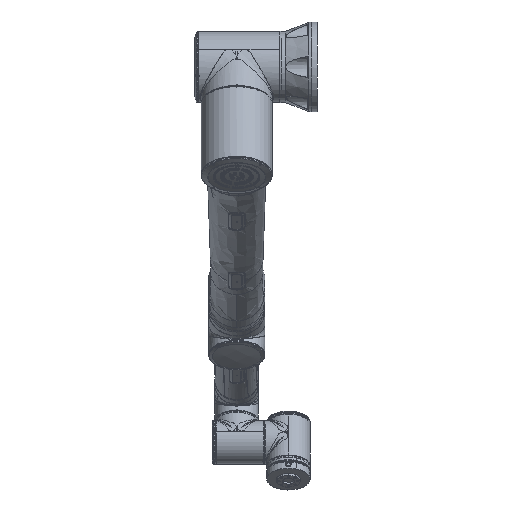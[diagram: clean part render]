
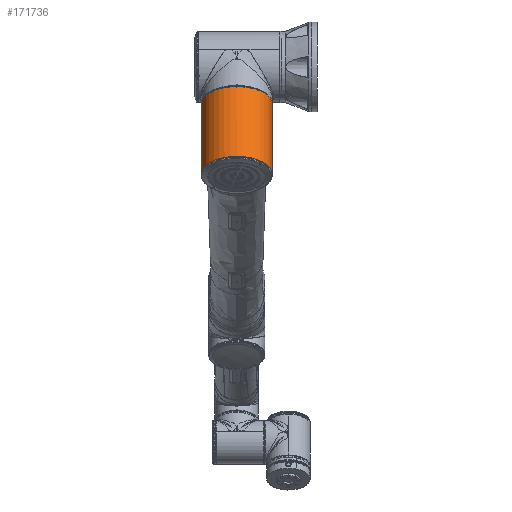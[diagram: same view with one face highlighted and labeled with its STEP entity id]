
A CAD part, left-side view. The second image highlights one B-rep face of the part: STEP entity #171736.
In plain terms, the highlighted cylindrical face has radius 95 mm (diameter 190 mm), a partial arc.
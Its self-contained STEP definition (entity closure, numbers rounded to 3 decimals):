
#7913 = ORIENTED_EDGE ( 'NONE', *, *, #125828, .T. ) ;
#11075 = CARTESIAN_POINT ( 'NONE',  ( -138.971, 216., -50.716 ) ) ;
#12340 = ORIENTED_EDGE ( 'NONE', *, *, #36931, .T. ) ;
#15030 = FACE_OUTER_BOUND ( 'NONE', #106549, .T. ) ;
#25100 = VECTOR ( 'NONE', #42937, 1000. ) ;
#26206 = VECTOR ( 'NONE', #195135, 1000. ) ;
#27988 = DIRECTION ( 'NONE',  ( 0.5, 0., 0.866 ) ) ;
#30803 = LINE ( 'NONE', #118487, #102629 ) ;
#34509 = EDGE_CURVE ( 'NONE', #40665, #132090, #45909, .T. ) ;
#36125 = DIRECTION ( 'NONE',  ( -0.5, 0., -0.866 ) ) ;
#36931 = EDGE_CURVE ( 'NONE', #229325, #237763, #217944, .T. ) ;
#37383 = AXIS2_PLACEMENT_3D ( 'NONE', #244671, #108826, #62606 ) ;
#40665 = VERTEX_POINT ( 'NONE', #100074 ) ;
#42937 = DIRECTION ( 'NONE',  ( 0.5, 0., 0.866 ) ) ;
#43993 = CYLINDRICAL_SURFACE ( 'NONE', #37383, 95. ) ;
#45909 = LINE ( 'NONE', #75453, #114178 ) ;
#52803 = VERTEX_POINT ( 'NONE', #115951 ) ;
#54705 = DIRECTION ( 'NONE',  ( 0.5, 0., 0.866 ) ) ;
#62606 = DIRECTION ( 'NONE',  ( 0., -1., 0. ) ) ;
#63141 = ORIENTED_EDGE ( 'NONE', *, *, #235328, .T. ) ;
#73159 = EDGE_CURVE ( 'NONE', #206043, #40665, #80009, .T. ) ;
#75453 = CARTESIAN_POINT ( 'NONE',  ( -165.303, 120., -286.314 ) ) ;
#78814 = VECTOR ( 'NONE', #196083, 1000. ) ;
#79043 = VERTEX_POINT ( 'NONE', #272208 ) ;
#80009 = CIRCLE ( 'NONE', #142808, 95. ) ;
#84072 = CARTESIAN_POINT ( 'NONE',  ( -138.971, 214., -50.716 ) ) ;
#84447 = DIRECTION ( 'NONE',  ( 0., -1., 0. ) ) ;
#88206 = CARTESIAN_POINT ( 'NONE',  ( -165.303, 310., -286.314 ) ) ;
#100074 = CARTESIAN_POINT ( 'NONE',  ( -165.153, 120., -286.054 ) ) ;
#102629 = VECTOR ( 'NONE', #27988, 1000. ) ;
#103433 = ORIENTED_EDGE ( 'NONE', *, *, #199651, .T. ) ;
#106549 = EDGE_LOOP ( 'NONE', ( #258135, #280153, #187585, #180476, #181250, #103433, #63141, #7913, #12340, #137410 ) ) ;
#108578 = VECTOR ( 'NONE', #265445, 1000. ) ;
#108826 = DIRECTION ( 'NONE',  ( 0.5, 0., 0.866 ) ) ;
#114178 = VECTOR ( 'NONE', #214248, 1000. ) ;
#114988 = DIRECTION ( 'NONE',  ( 0., -1., 0. ) ) ;
#115951 = CARTESIAN_POINT ( 'NONE',  ( -56.703, 120., -98.213 ) ) ;
#118487 = CARTESIAN_POINT ( 'NONE',  ( -247.571, 216., -238.816 ) ) ;
#119458 = CARTESIAN_POINT ( 'NONE',  ( -165.153, 310., -286.054 ) ) ;
#125828 = EDGE_CURVE ( 'NONE', #216974, #229325, #30803, .T. ) ;
#127498 = CARTESIAN_POINT ( 'NONE',  ( -56.703, 310., -98.213 ) ) ;
#129501 = CARTESIAN_POINT ( 'NONE',  ( -114.003, 120., -197.46 ) ) ;
#132090 = VERTEX_POINT ( 'NONE', #129501 ) ;
#137410 = ORIENTED_EDGE ( 'NONE', *, *, #180910, .F. ) ;
#142808 = AXIS2_PLACEMENT_3D ( 'NONE', #168368, #54705, #193446 ) ;
#159366 = CARTESIAN_POINT ( 'NONE',  ( -58.053, 215., -100.551 ) ) ;
#163022 = LINE ( 'NONE', #193166, #26206 ) ;
#168368 = CARTESIAN_POINT ( 'NONE',  ( -165.153, 215., -286.054 ) ) ;
#171736 = ADVANCED_FACE ( 'NONE', ( #15030 ), #43993, .T. ) ;
#175898 = CARTESIAN_POINT ( 'NONE',  ( -56.703, 215., -98.213 ) ) ;
#180210 = EDGE_CURVE ( 'NONE', #52803, #218458, #260573, .T. ) ;
#180476 = ORIENTED_EDGE ( 'NONE', *, *, #284139, .T. ) ;
#180910 = EDGE_CURVE ( 'NONE', #79043, #237763, #163022, .T. ) ;
#181250 = ORIENTED_EDGE ( 'NONE', *, *, #180210, .T. ) ;
#183486 = DIRECTION ( 'NONE',  ( -0.5, 0., -0.866 ) ) ;
#187585 = ORIENTED_EDGE ( 'NONE', *, *, #34509, .T. ) ;
#193166 = CARTESIAN_POINT ( 'NONE',  ( -165.303, 310., -286.314 ) ) ;
#193446 = DIRECTION ( 'NONE',  ( 0., -1., 0. ) ) ;
#195135 = DIRECTION ( 'NONE',  ( 0.5, 0., 0.866 ) ) ;
#196083 = DIRECTION ( 'NONE',  ( 0.5, 0., 0.866 ) ) ;
#199651 = EDGE_CURVE ( 'NONE', #218458, #246664, #285032, .T. ) ;
#200467 = DIRECTION ( 'NONE',  ( -0.5, 0., -0.866 ) ) ;
#206043 = VERTEX_POINT ( 'NONE', #119458 ) ;
#214248 = DIRECTION ( 'NONE',  ( 0.5, 0., 0.866 ) ) ;
#216974 = VERTEX_POINT ( 'NONE', #297903 ) ;
#217944 = CIRCLE ( 'NONE', #294043, 95. ) ;
#218458 = VERTEX_POINT ( 'NONE', #84072 ) ;
#225578 = CARTESIAN_POINT ( 'NONE',  ( -56.703, 215., -98.213 ) ) ;
#226544 = DIRECTION ( 'NONE',  ( 0., -1., 0. ) ) ;
#229325 = VERTEX_POINT ( 'NONE', #11075 ) ;
#235328 = EDGE_CURVE ( 'NONE', #246664, #216974, #246500, .T. ) ;
#237763 = VERTEX_POINT ( 'NONE', #127498 ) ;
#238561 = CARTESIAN_POINT ( 'NONE',  ( -140.321, 214., -53.054 ) ) ;
#244671 = CARTESIAN_POINT ( 'NONE',  ( -165.303, 215., -286.314 ) ) ;
#246500 = CIRCLE ( 'NONE', #258703, 95. ) ;
#246664 = VERTEX_POINT ( 'NONE', #238561 ) ;
#253969 = EDGE_CURVE ( 'NONE', #206043, #79043, #280609, .T. ) ;
#258135 = ORIENTED_EDGE ( 'NONE', *, *, #253969, .F. ) ;
#258703 = AXIS2_PLACEMENT_3D ( 'NONE', #159366, #183486, #114988 ) ;
#260535 = CARTESIAN_POINT ( 'NONE',  ( -165.303, 120., -286.314 ) ) ;
#260573 = CIRCLE ( 'NONE', #268009, 95. ) ;
#265445 = DIRECTION ( 'NONE',  ( -0.5, 0., -0.866 ) ) ;
#268009 = AXIS2_PLACEMENT_3D ( 'NONE', #225578, #200467, #226544 ) ;
#269627 = LINE ( 'NONE', #260535, #78814 ) ;
#272208 = CARTESIAN_POINT ( 'NONE',  ( -114.003, 310., -197.46 ) ) ;
#280153 = ORIENTED_EDGE ( 'NONE', *, *, #73159, .T. ) ;
#280609 = LINE ( 'NONE', #88206, #25100 ) ;
#284139 = EDGE_CURVE ( 'NONE', #132090, #52803, #269627, .T. ) ;
#285032 = LINE ( 'NONE', #287621, #108578 ) ;
#287621 = CARTESIAN_POINT ( 'NONE',  ( -247.571, 214., -238.816 ) ) ;
#294043 = AXIS2_PLACEMENT_3D ( 'NONE', #175898, #36125, #84447 ) ;
#297903 = CARTESIAN_POINT ( 'NONE',  ( -140.321, 216., -53.054 ) ) ;
